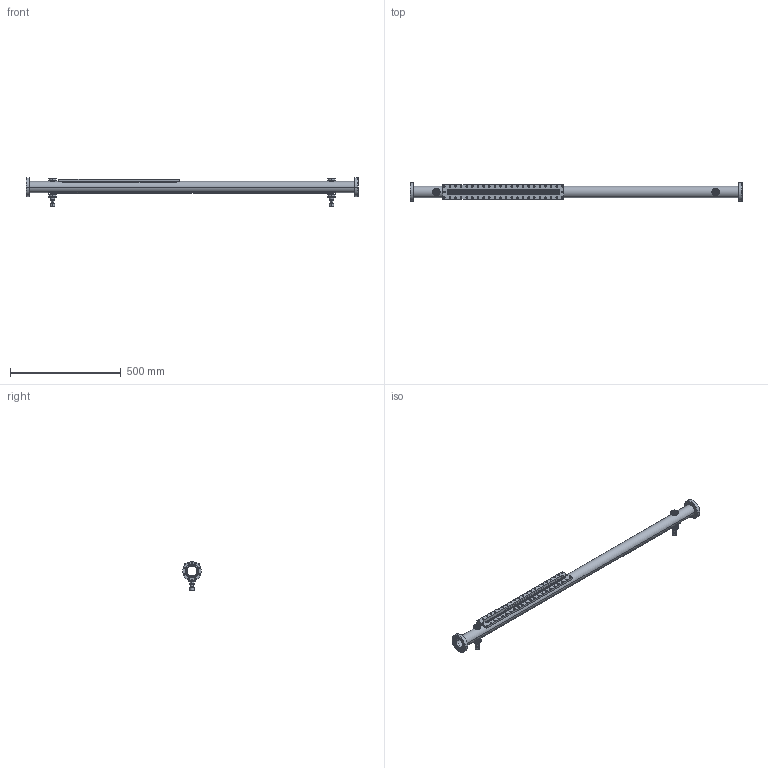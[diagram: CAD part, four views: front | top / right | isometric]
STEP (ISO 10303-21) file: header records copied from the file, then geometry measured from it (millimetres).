
FILE_DESCRIPTION(('OneSpaceDesigner STEP Export'),'2;1');
FILE_NAME('ILC_Vac_Cbr_Test4.stp','2007-03-15T 9:44:20',(''),(''),'OneSpace Designer STEP processor for AP214 (Solid Model)','OneSpace Designer 14.00A 08-Mar-2006 (C) CoCreate Software GmbH','');
FILE_SCHEMA(('AUTOMOTIVE_DESIGN { 1 0 10303 214 1 1 1 1 }'));
Length unit declared in the file: millimetre
Products named in the file (17): 1.33_CFF_MDC-110004.1.2.1; Feedthrough.1; 3.375_CFF_MDC-1100017.1; 3.375_CFF_MDC-1100017; 3.375_CFF_ASSY; 1.33_CFF_MDC-110004.1.2; Feedthrough; VacTube1.73ID; Electrode; VacTube1.73ID.Tool; 1.33_CFF_MDC-110004.1.1.1; 1.33_CFF_MDC-110004.1.1; ElectrodeCover; 1.33_CFF_MDC-110004; 1.33_CFF_MDC-110004.1; CollectorFlange; ILC_ECVac_Cbr_Test4
Assembly tree (16 placements, depth 3):
  ILC_ECVac_Cbr_Test4
    CollectorFlange
    1.33_CFF_MDC-110004.1
    1.33_CFF_MDC-110004
    ElectrodeCover
    1.33_CFF_MDC-110004.1.1
    1.33_CFF_MDC-110004.1.1.1
    VacTube1.73ID.Tool
    Electrode
    VacTube1.73ID
    Feedthrough
    1.33_CFF_MDC-110004.1.2
    3.375_CFF_ASSY
      3.375_CFF_MDC-1100017
    3.375_CFF_MDC-1100017.1
    Feedthrough.1
    1.33_CFF_MDC-110004.1.2.1
Bounding box: 1498.6 x 85.6 x 129.67 mm (x, y, z)
Volume: 1292500.2 mm3; surface area: 784370.9 mm2
Topology: 15 solids, 15 shells, 1523 faces, 4192 edges, 2732 vertices
Faces by surface type: cylinder 1194, plane 169, cone 160
Entity records: 282054 total; most frequent: CARTESIAN_POINT 245436, ORIENTED_EDGE 8384, DIRECTION 4250, EDGE_CURVE 4192, VERTEX_POINT 2732, EDGE_LOOP 2576, B_SPLINE_CURVE_WITH_KNOTS 1680, SURFACE_CURVE 1680
